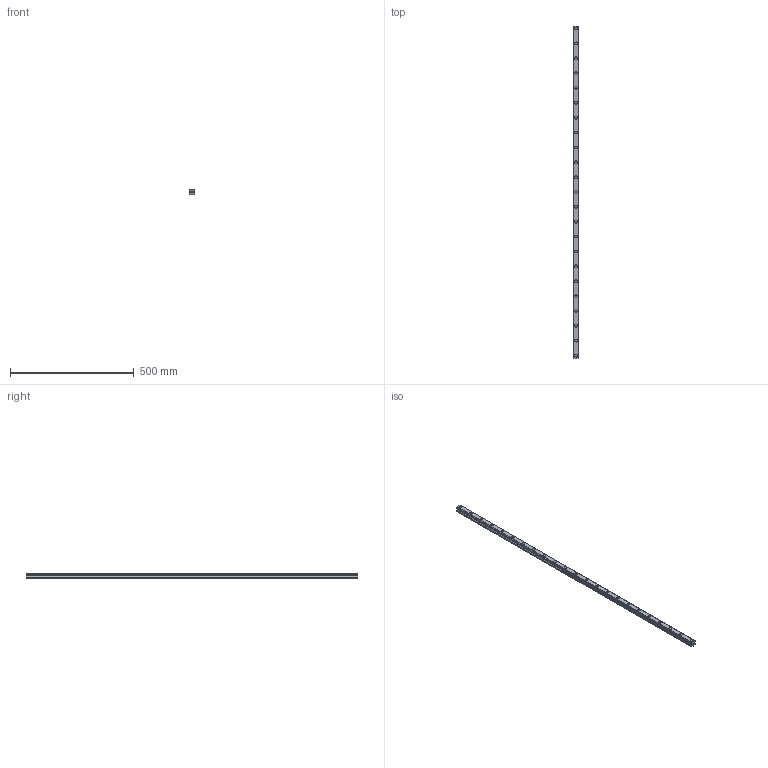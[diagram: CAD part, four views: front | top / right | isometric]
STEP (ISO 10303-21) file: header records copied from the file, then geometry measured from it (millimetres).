
FILE_DESCRIPTION(('STEP AP214'),'1');
FILE_NAME('cctmp_241CBDFB-9A00-4B76-BB9C-21649E0E7AEC_2020_5_28_9_13_51_296..stp','2020-05-28T07:13:51',('HIWIN GmbH'),('CADClick - www.CADClick.com'),'Spatial InterOp 3D',' ','unknown authorization');
FILE_SCHEMA(('AUTOMOTIVE_DESIGN'));
Length unit declared in the file: millimetre
Products named in the file (1): HGR25R1340H_FILE
Bounding box: 23 x 1340 x 22 mm (x, y, z)
Volume: 556248 mm3; surface area: 138577.4 mm2
Topology: 1 solids, 1 shells, 387 faces, 1005 edges, 670 vertices
Faces by surface type: plane 227, cylinder 160
Entity records: 15203 total; most frequent: DIRECTION 2285, CARTESIAN_POINT 2063, ORIENTED_EDGE 2010, EDGE_CURVE 1005, AXIS2_PLACEMENT_3D 892, VERTEX_POINT 670, LINE 501, VECTOR 501
